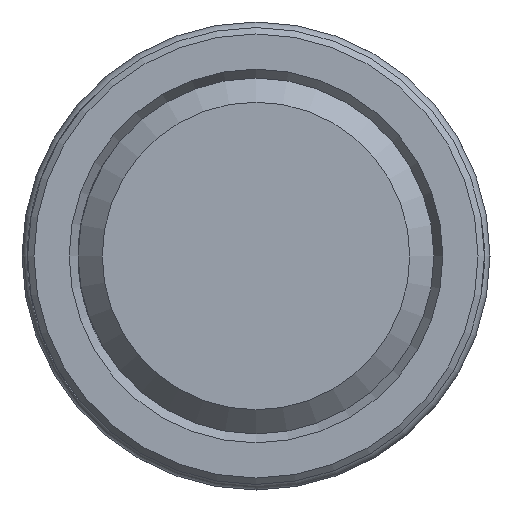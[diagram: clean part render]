
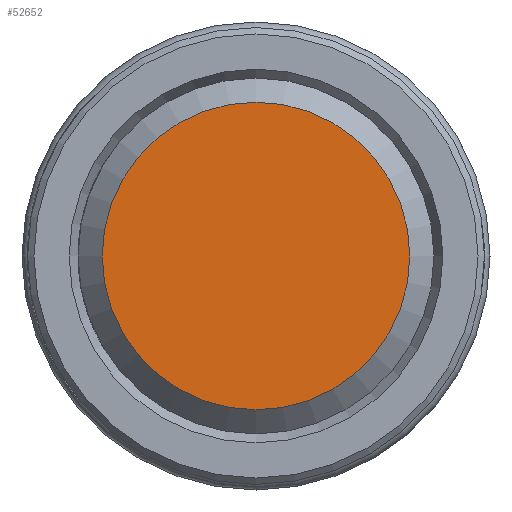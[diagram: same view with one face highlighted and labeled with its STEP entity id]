
A CAD part, left-side view. The second image highlights one B-rep face of the part: STEP entity #52652.
In plain terms, the highlighted planar face has unit normal (-1, 0, 0).
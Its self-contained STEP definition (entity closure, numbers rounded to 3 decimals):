
#52621=CARTESIAN_POINT('',(-25.783,9.55,0.));
#52622=VERTEX_POINT('',#52621);
#52623=CARTESIAN_POINT('',(-25.783,0.0,0.0));
#52624=DIRECTION('',(1.0,0.0,0.0));
#52625=DIRECTION('',(0.0,-1.0,0.0));
#52626=AXIS2_PLACEMENT_3D('',#52623,#52624,#52625);
#52627=CIRCLE('',#52626,9.55);
#52628=EDGE_CURVE('',#52622,#52622,#52627,.T.);
#52644=CARTESIAN_POINT('',(-25.783,5.525,0.0));
#52645=DIRECTION('',(-1.0,0.0,0.0));
#52646=DIRECTION('',(0.0,0.0,1.0));
#52647=AXIS2_PLACEMENT_3D('',#52644,#52645,#52646);
#52648=PLANE('',#52647);
#52649=ORIENTED_EDGE('',*,*,#52628,.F.);
#52650=EDGE_LOOP('',(#52649));
#52651=FACE_OUTER_BOUND('',#52650,.T.);
#52652=ADVANCED_FACE('',(#52651),#52648,.T.);
